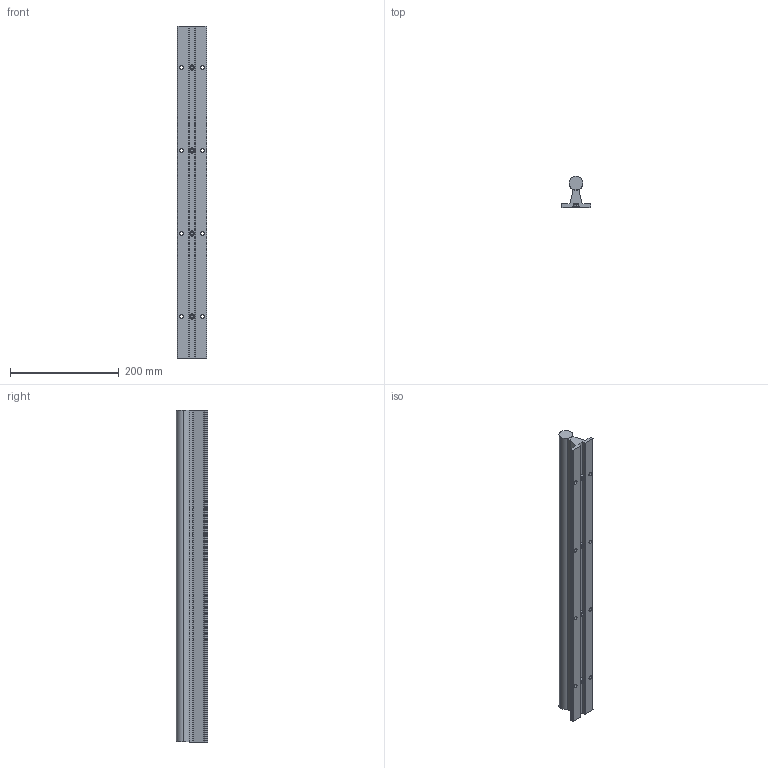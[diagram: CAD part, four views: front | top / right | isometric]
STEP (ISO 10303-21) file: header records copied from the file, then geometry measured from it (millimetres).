
FILE_DESCRIPTION (( 'STEP AP214' ), '1' );
FILE_NAME ('ShaftRailAssembly_24F9B92188.step', '2022-08-19T19:39:51', ( '' ), ( '' ), 'SwSTEP 2.0', 'SolidWorks 2019', '' );
FILE_SCHEMA (( 'AUTOMOTIVE_DESIGN' ));
Length unit declared in the file: inch
Products named in the file (3): ShaftRailAssembly_24F9B92188; VqcOuzbeMg_CADModel_0
Assembly tree (1 placements, depth 2):
  ShaftRailAssembly_24F9B92188
    VqcOuzbeMg_CADModel_0
  VqcOuzbeMg_CADModel_0
Bounding box: 53.98 x 57.15 x 609.6 mm (x, y, z)
Volume: 733348.6 mm3; surface area: 166111.9 mm2
Topology: 6 solids, 6 shells, 203 faces, 461 edges, 274 vertices
Faces by surface type: cylinder 72, plane 71, cone 60
Entity records: 8850 total; most frequent: CARTESIAN_POINT 1475, DIRECTION 1005, ORIENTED_EDGE 906, EDGE_CURVE 453, AXIS2_PLACEMENT_3D 388, VERTEX_POINT 274, EDGE_LOOP 239, LINE 229
